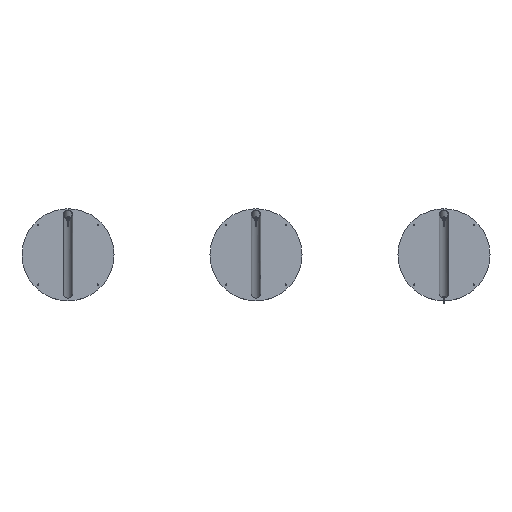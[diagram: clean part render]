
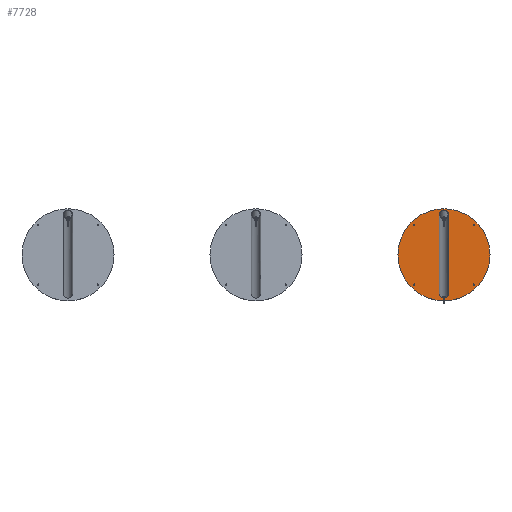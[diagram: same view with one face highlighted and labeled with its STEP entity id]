
A CAD part, top view. The second image highlights one B-rep face of the part: STEP entity #7728.
In plain terms, the highlighted planar face has unit normal (0, 0, 1).
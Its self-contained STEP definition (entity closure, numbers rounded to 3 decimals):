
#2752=(
BOUNDED_CURVE()
B_SPLINE_CURVE(3,(#5025,#5026,#5027,#5028,#5029,#5030,#5031,#5032,#5033,
#5034,#5035,#5036),.UNSPECIFIED.,.U.,.U.)
B_SPLINE_CURVE_WITH_KNOTS((4,3,2,3,4),(0.,1.,2.,
3.,4.),.UNSPECIFIED.)
CURVE()
GEOMETRIC_REPRESENTATION_ITEM()
RATIONAL_B_SPLINE_CURVE((1.,1.,1.,1.,1.,1.,1.,1.,1.,1.,1.,1.))
REPRESENTATION_ITEM('')
);
#2754=(
BOUNDED_CURVE()
B_SPLINE_CURVE(3,(#5048,#5049,#5050,#5051),.UNSPECIFIED.,.U.,.U.)
B_SPLINE_CURVE_WITH_KNOTS((4,4),(0.,1.),.UNSPECIFIED.)
CURVE()
GEOMETRIC_REPRESENTATION_ITEM()
RATIONAL_B_SPLINE_CURVE((1.,1.,1.,1.))
REPRESENTATION_ITEM('')
);
#2755=(
BOUNDED_CURVE()
B_SPLINE_CURVE(3,(#5078,#5079,#5080,#5081,#5082,#5083,#5084,#5085,#5086,
#5087,#5088,#5089,#5090),.UNSPECIFIED.,.U.,.U.)
B_SPLINE_CURVE_WITH_KNOTS((4,3,3,3,4),(0.,1.,2.,
2.999,3.999),.UNSPECIFIED.)
CURVE()
GEOMETRIC_REPRESENTATION_ITEM()
RATIONAL_B_SPLINE_CURVE((1.,1.,1.,1.,1.,1.,1.,1.,1.,1.,1.,1.,1.))
REPRESENTATION_ITEM('')
);
#2862=PLANE('',#7410);
#2931=ORIENTED_EDGE('',*,*,#3677,.F.);
#2932=ORIENTED_EDGE('',*,*,#3690,.T.);
#2933=ORIENTED_EDGE('',*,*,#3689,.T.);
#2934=ORIENTED_EDGE('',*,*,#3687,.T.);
#2935=ORIENTED_EDGE('',*,*,#3691,.F.);
#2936=ORIENTED_EDGE('',*,*,#3692,.F.);
#2937=ORIENTED_EDGE('',*,*,#3693,.F.);
#2938=ORIENTED_EDGE('',*,*,#3694,.F.);
#3396=CIRCLE('',#7404,245.);
#3401=CIRCLE('',#7411,4.);
#3402=CIRCLE('',#7412,4.);
#3403=CIRCLE('',#7413,4.);
#3404=CIRCLE('',#7414,4.);
#3503=VERTEX_POINT('',#4952);
#3511=VERTEX_POINT('',#5019);
#3512=VERTEX_POINT('',#5022);
#3513=VERTEX_POINT('',#5045);
#3514=VERTEX_POINT('',#5092);
#3515=VERTEX_POINT('',#5094);
#3516=VERTEX_POINT('',#5096);
#3517=VERTEX_POINT('',#5098);
#3677=EDGE_CURVE('',#3503,#3503,#3396,.T.);
#3687=EDGE_CURVE('',#3511,#3512,#2752,.T.);
#3689=EDGE_CURVE('',#3513,#3511,#2754,.T.);
#3690=EDGE_CURVE('',#3512,#3513,#2755,.T.);
#3691=EDGE_CURVE('',#3514,#3514,#3401,.T.);
#3692=EDGE_CURVE('',#3515,#3515,#3402,.T.);
#3693=EDGE_CURVE('',#3516,#3516,#3403,.T.);
#3694=EDGE_CURVE('',#3517,#3517,#3404,.T.);
#3930=EDGE_LOOP('',(#2931));
#3931=EDGE_LOOP('',(#2932,#2933,#2934));
#3932=EDGE_LOOP('',(#2935));
#3933=EDGE_LOOP('',(#2936));
#3934=EDGE_LOOP('',(#2937));
#3935=EDGE_LOOP('',(#2938));
#4151=FACE_BOUND('',#3930,.T.);
#4152=FACE_BOUND('',#3931,.T.);
#4153=FACE_BOUND('',#3932,.T.);
#4154=FACE_BOUND('',#3933,.T.);
#4155=FACE_BOUND('',#3934,.T.);
#4156=FACE_BOUND('',#3935,.T.);
#4365=DIRECTION('',(0.,0.,-1.));
#4366=DIRECTION('',(0.,-245.,0.));
#4377=DIRECTION('',(0.,0.,1.));
#4378=DIRECTION('',(0.,-1.,0.));
#4379=DIRECTION('',(0.,0.,1.));
#4380=DIRECTION('',(0.,-4.,0.));
#4381=DIRECTION('',(0.,0.,1.));
#4382=DIRECTION('',(0.,-4.,0.));
#4383=DIRECTION('',(0.,0.,1.));
#4384=DIRECTION('',(0.,-4.,0.));
#4385=DIRECTION('',(0.,0.,1.));
#4386=DIRECTION('',(0.,-4.,0.));
#4952=CARTESIAN_POINT('',(89.983,-172.799,4.));
#4953=CARTESIAN_POINT('',(89.983,72.202,4.));
#5019=CARTESIAN_POINT('',(65.534,277.342,4.));
#5022=CARTESIAN_POINT('',(114.431,277.341,4.));
#5025=CARTESIAN_POINT('',(65.534,277.342,4.));
#5026=CARTESIAN_POINT('',(65.468,283.903,4.));
#5027=CARTESIAN_POINT('',(67.99,290.243,4.));
#5028=CARTESIAN_POINT('',(72.572,294.941,4.));
#5029=CARTESIAN_POINT('',(77.155,299.638,4.));
#5030=CARTESIAN_POINT('',(83.425,302.303,4.));
#5031=CARTESIAN_POINT('',(96.552,302.3,4.));
#5032=CARTESIAN_POINT('',(102.817,299.633,4.));
#5033=CARTESIAN_POINT('',(107.398,294.936,4.));
#5034=CARTESIAN_POINT('',(111.979,290.238,4.));
#5035=CARTESIAN_POINT('',(114.497,283.9,4.));
#5036=CARTESIAN_POINT('',(114.431,277.341,4.));
#5045=CARTESIAN_POINT('',(69.263,263.973,4.));
#5048=CARTESIAN_POINT('',(69.263,263.973,4.));
#5049=CARTESIAN_POINT('',(66.777,267.983,4.));
#5050=CARTESIAN_POINT('',(65.487,272.624,4.));
#5051=CARTESIAN_POINT('',(65.534,277.342,4.));
#5078=CARTESIAN_POINT('',(114.431,277.341,4.));
#5079=CARTESIAN_POINT('',(114.485,271.991,4.));
#5080=CARTESIAN_POINT('',(112.818,266.756,4.));
#5081=CARTESIAN_POINT('',(109.666,262.433,4.));
#5082=CARTESIAN_POINT('',(106.513,258.109,4.));
#5083=CARTESIAN_POINT('',(102.04,254.926,4.));
#5084=CARTESIAN_POINT('',(96.911,253.395,4.));
#5085=CARTESIAN_POINT('',(91.783,251.863,4.));
#5086=CARTESIAN_POINT('',(86.301,252.073,4.));
#5087=CARTESIAN_POINT('',(81.303,253.991,4.));
#5088=CARTESIAN_POINT('',(76.306,255.908,4.));
#5089=CARTESIAN_POINT('',(72.083,259.424,4.));
#5090=CARTESIAN_POINT('',(69.263,263.973,4.));
#5091=CARTESIAN_POINT('',(0.,0.,4.));
#5092=CARTESIAN_POINT('',(-69.116,-90.898,4.));
#5093=CARTESIAN_POINT('',(-69.116,-86.898,4.));
#5094=CARTESIAN_POINT('',(249.082,-90.898,4.));
#5095=CARTESIAN_POINT('',(249.082,-86.898,4.));
#5096=CARTESIAN_POINT('',(249.082,227.301,4.));
#5097=CARTESIAN_POINT('',(249.082,231.301,4.));
#5098=CARTESIAN_POINT('',(-69.116,227.301,4.));
#5099=CARTESIAN_POINT('',(-69.116,231.301,4.));
#7404=AXIS2_PLACEMENT_3D('',#4953,#4365,#4366);
#7410=AXIS2_PLACEMENT_3D('',#5091,#4377,#4378);
#7411=AXIS2_PLACEMENT_3D('',#5093,#4379,#4380);
#7412=AXIS2_PLACEMENT_3D('',#5095,#4381,#4382);
#7413=AXIS2_PLACEMENT_3D('',#5097,#4383,#4384);
#7414=AXIS2_PLACEMENT_3D('',#5099,#4385,#4386);
#7728=ADVANCED_FACE('',(#4151,#4152,#4153,#4154,#4155,#4156),#2862,.T.);
